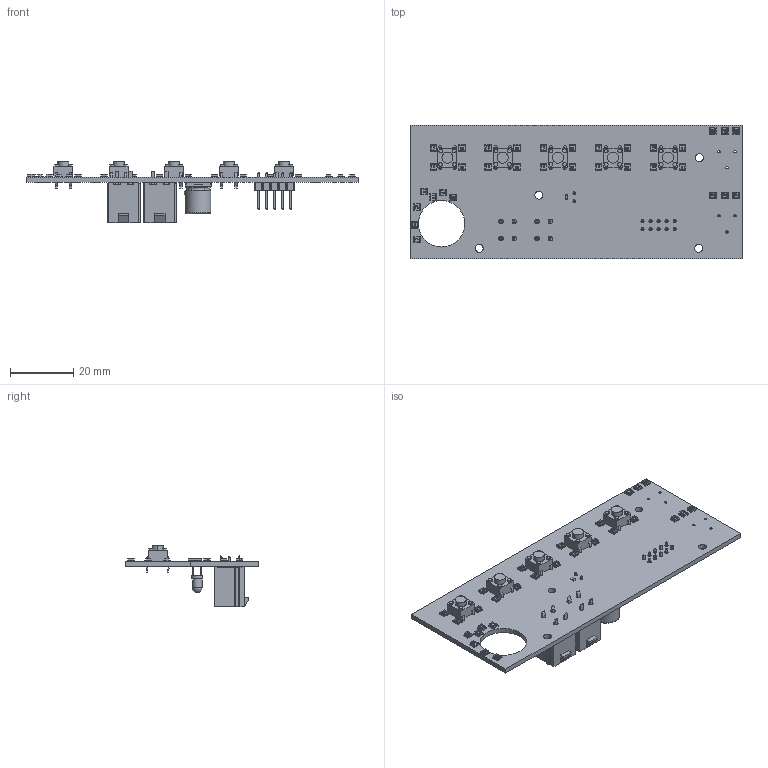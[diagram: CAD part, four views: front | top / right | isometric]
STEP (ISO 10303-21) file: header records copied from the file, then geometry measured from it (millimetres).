
FILE_DESCRIPTION(('KiCad electronic assembly'),'2;1');
FILE_NAME('RWR_Control_Panel V2.5.step','2021-09-17T20:11:45',( 'An Author'),('A Company'),'Open CASCADE STEP processor 6.9', 'KiCad to STEP converter','Unknown');
FILE_SCHEMA(('AUTOMOTIVE_DESIGN { 1 0 10303 214 1 1 1 1 }'));
Length unit declared in the file: millimetre
Products named in the file (16): Open CASCADE STEP translator 6.9 1; WS2812-2020; COMPOUND; B3F-102x; R_0603_1608Metric; SOLID; PinHeader_2x05_P2.54mm_Vertical; 39281043; LED_D3.0mm; CP_Elec_8x10
Assembly tree (52 placements, depth 3):
  Open CASCADE STEP translator 6.9 1
    WS2812-2020  x33
      COMPOUND
    B3F-102x  x5
      COMPOUND
    R_0603_1608Metric
      SOLID
    PinHeader_2x05_P2.54mm_Vertical
      SOLID
    39281043  x2
      SOLID
    LED_D3.0mm
      SOLID
    CP_Elec_8x10
      SOLID
    COMPOUND
Bounding box: 105.18 x 42.38 x 19.5 mm (x, y, z)
Volume: 9673.1 mm3; surface area: 14955.3 mm2
Topology: 83 solids, 83 shells, 3037 faces, 7843 edges, 5195 vertices
Faces by surface type: plane 2500, cylinder 298, bspline 233, torus 4, sphere 1, revolution 1
Full cylindrical faces by diameter (mm): 0.762 x6, 0.9 x2, 1 x30, 1.4 x8, 2.5 x4, 3 x1, 8 x2, 14.7 x1
Entity records: 42760 total; most frequent: CARTESIAN_POINT 7948, DIRECTION 6051, LINE 4207, VECTOR 4207, ORIENTED_EDGE 3098, PCURVE 3098, DEFINITIONAL_REPRESENTATION 3098, EDGE_CURVE 1549
